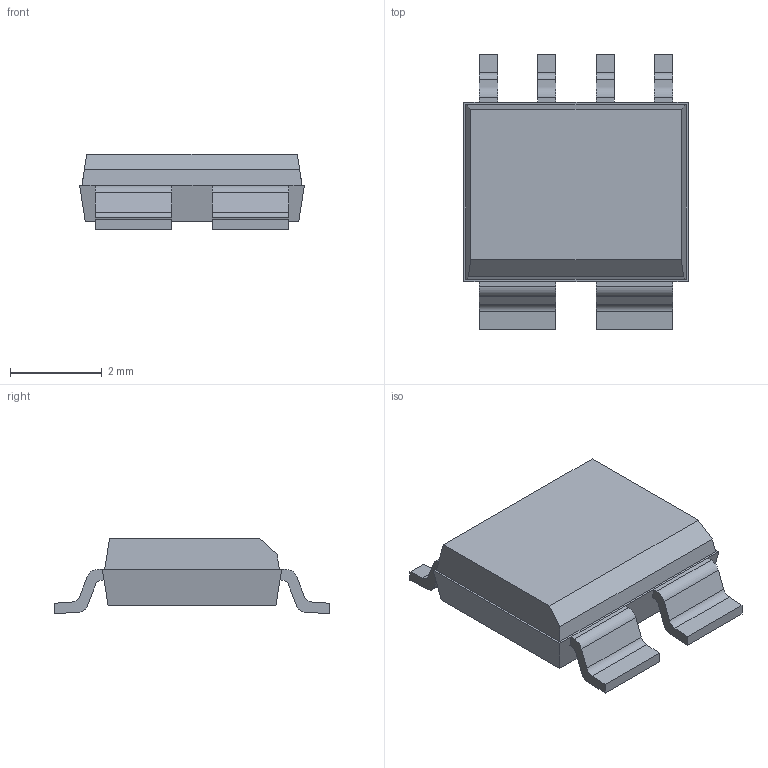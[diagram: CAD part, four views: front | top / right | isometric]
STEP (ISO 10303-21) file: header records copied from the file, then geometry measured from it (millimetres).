
FILE_DESCRIPTION(/* description */ ('Unknown'),/* implementation_level */ '2;1');
FILE_NAME(/* name */ 'ACS37010LLZATR-050B5',/* time_stamp */ '2023-11-02T13:50:31+02:00',/* author */ ('Unknown'),/* organization */ ('Unknown'),/* preprocessor_version */ 'ST-DEVELOPER v18.102',/* originating_system */ 'Solid Edge',/* authorisation */ 'Unknown');
FILE_SCHEMA (('AUTOMOTIVE_DESIGN {1 0 10303 214 3 1 1}'));
Length unit declared in the file: millimetre
Products named in the file (1): ACS37010LLZATR-050B5
Bounding box: 4.89 x 6 x 1.65 mm (x, y, z)
Volume: 27.5 mm3; surface area: 77.5 mm2
Topology: 1 solids, 1 shells, 90 faces, 249 edges, 162 vertices
Faces by surface type: plane 66, cylinder 24
Entity records: 3499 total; most frequent: CARTESIAN_POINT 502, ORIENTED_EDGE 498, DIRECTION 479, EDGE_CURVE 249, LINE 201, VECTOR 201, VERTEX_POINT 162, AXIS2_PLACEMENT_3D 139
